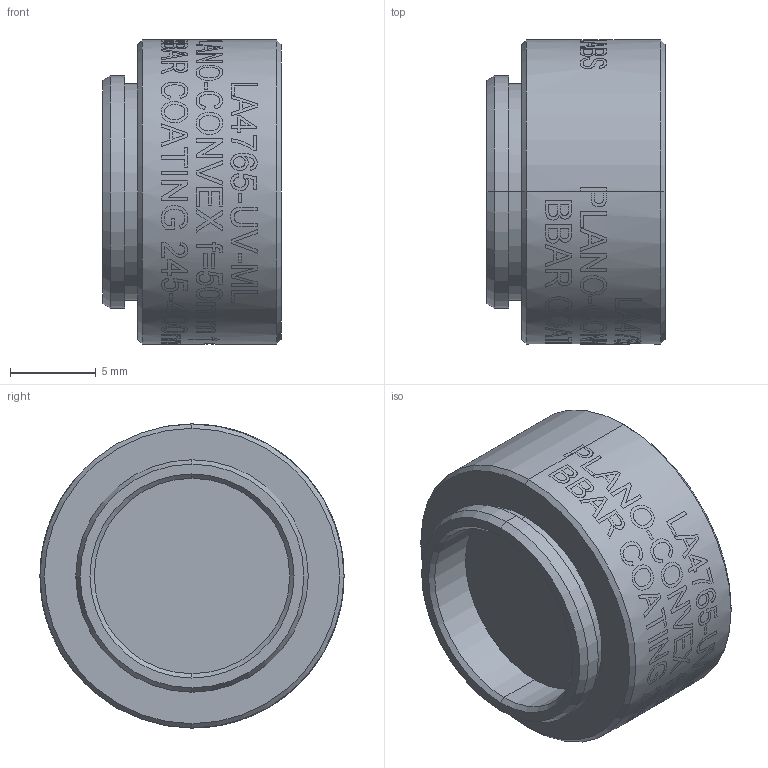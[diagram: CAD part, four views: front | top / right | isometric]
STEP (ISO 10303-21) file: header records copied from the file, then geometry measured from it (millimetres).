
FILE_DESCRIPTION (( 'STEP AP203' ), '1' );
FILE_NAME ('TTN039389-E0W.STEP', '2015-11-04T22:03:28', ( 'admin' ), ( '' ), 'SwSTEP 2.0', 'SolidWorks 2014', '' );
FILE_SCHEMA (( 'CONFIG_CONTROL_DESIGN' ));
Length unit declared in the file: millimetre
Products named in the file (1): TTN039389-E0W
Bounding box: 10.41 x 17.78 x 17.78 mm (x, y, z)
Volume: 1310.5 mm3; surface area: 1832.1 mm2
Topology: 3 solids, 3 shells, 145 faces, 845 edges, 792 vertices
Faces by surface type: cylinder 108, cone 19, plane 16, torus 2
Entity records: 14289 total; most frequent: CARTESIAN_POINT 7655, ORIENTED_EDGE 1686, DIRECTION 1013, EDGE_CURVE 843, VERTEX_POINT 792, AXIS2_PLACEMENT_3D 405, B_SPLINE_CURVE_WITH_KNOTS 381, CIRCLE 259
